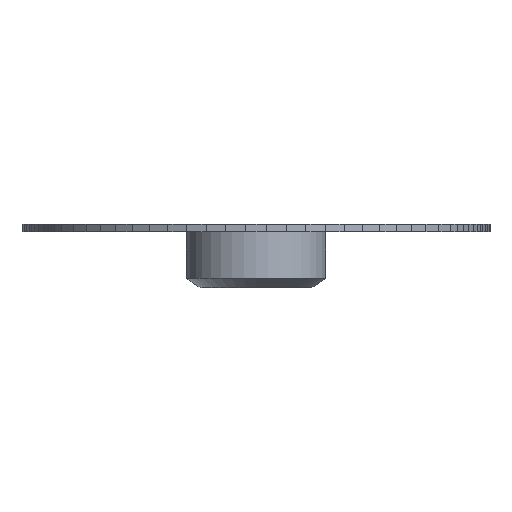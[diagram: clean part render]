
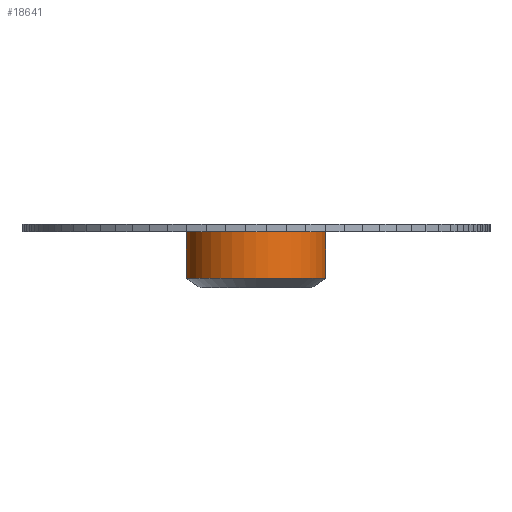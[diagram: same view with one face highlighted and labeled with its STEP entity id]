
A CAD part, left-side view. The second image highlights one B-rep face of the part: STEP entity #18641.
In plain terms, the highlighted cylindrical face has radius 1.5 mm (diameter 3 mm), a full revolution.
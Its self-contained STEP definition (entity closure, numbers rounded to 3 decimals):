
#1014=CYLINDRICAL_SURFACE('',#19588,1.5);
#1019=FACE_OUTER_BOUND('',#1947,.T.);
#1947=EDGE_LOOP('',(#13108,#13109,#13110,#13111));
#2948=LINE('',#25167,#5712);
#5712=VECTOR('',#20538,1.5);
#8477=CIRCLE('',#19587,1.5);
#8478=CIRCLE('',#19589,1.5);
#8483=VERTEX_POINT('',#25162);
#8484=VERTEX_POINT('',#25166);
#10332=EDGE_CURVE('',#8483,#8483,#8477,.T.);
#10333=EDGE_CURVE('',#8483,#8484,#2948,.T.);
#10334=EDGE_CURVE('',#8484,#8484,#8478,.T.);
#13108=ORIENTED_EDGE('',*,*,#10332,.F.);
#13109=ORIENTED_EDGE('',*,*,#10333,.T.);
#13110=ORIENTED_EDGE('',*,*,#10334,.F.);
#13111=ORIENTED_EDGE('',*,*,#10333,.F.);
#18641=ADVANCED_FACE('',(#1019),#1014,.T.);
#19587=AXIS2_PLACEMENT_3D('',#25164,#20534,#20535);
#19588=AXIS2_PLACEMENT_3D('',#25165,#20536,#20537);
#19589=AXIS2_PLACEMENT_3D('',#25168,#20539,#20540);
#20534=DIRECTION('center_axis',(0.,0.,-1.));
#20535=DIRECTION('ref_axis',(-1.,0.,0.));
#20536=DIRECTION('center_axis',(0.,0.,-1.));
#20537=DIRECTION('ref_axis',(-1.,0.,0.));
#20538=DIRECTION('',(0.,0.,1.));
#20539=DIRECTION('center_axis',(0.,0.,1.));
#20540=DIRECTION('ref_axis',(-1.,0.,0.));
#25162=CARTESIAN_POINT('',(56.,-55.,-1.));
#25164=CARTESIAN_POINT('Origin',(54.5,-55.,-1.));
#25165=CARTESIAN_POINT('Origin',(54.5,-55.,0.16));
#25166=CARTESIAN_POINT('',(56.,-55.,0.));
#25167=CARTESIAN_POINT('',(56.,-55.,0.16));
#25168=CARTESIAN_POINT('Origin',(54.5,-55.,0.));
